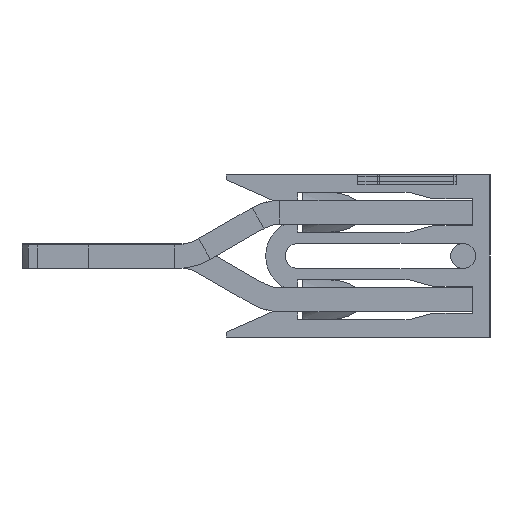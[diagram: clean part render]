
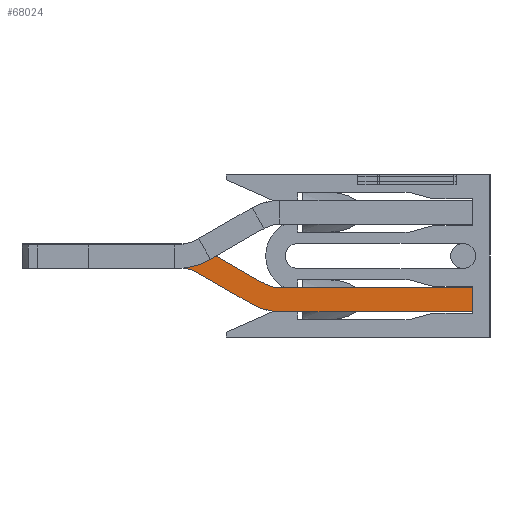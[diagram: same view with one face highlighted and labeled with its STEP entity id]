
A CAD part, left-side view. The second image highlights one B-rep face of the part: STEP entity #68024.
In plain terms, the highlighted face is planar.
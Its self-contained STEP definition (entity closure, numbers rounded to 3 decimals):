
#47404=DIRECTION('',(0.,-1.,0.));
#47405=VECTOR('',#47404,12.114);
#47406=CARTESIAN_POINT('',(945.008,9.358,2.803));
#47407=LINE('',#47406,#47405);
#49531=DIRECTION('',(0.,0.,-1.));
#49532=VECTOR('',#49531,1.5);
#49533=CARTESIAN_POINT('',(945.008,-2.756,
2.803));
#49534=LINE('',#49533,#49532);
#49545=CARTESIAN_POINT('',(945.008,15.968,3.));
#49546=DIRECTION('',(-1.,0.,0.));
#49547=DIRECTION('',(0.,0.,-1.));
#49548=AXIS2_PLACEMENT_3D('',#49545,#49546,#49547);
#49553=DIRECTION('',(0.,-0.867,0.498));
#49554=VECTOR('',#49553,3.888);
#49555=CARTESIAN_POINT('',(945.008,13.726,
-0.901));
#49556=LINE('',#49555,#49554);
#49560=CARTESIAN_POINT('',(945.008,9.358,
-0.697));
#49561=DIRECTION('',(1.,0.,0.));
#49562=DIRECTION('',(0.,0.499,0.867));
#49563=AXIS2_PLACEMENT_3D('',#49560,#49561,#49562);
#49568=DIRECTION('',(0.,-1.,0.));
#49569=VECTOR('',#49568,12.114);
#49570=CARTESIAN_POINT('',(945.008,9.358,1.303));
#49571=LINE('',#49570,#49569);
#49575=CARTESIAN_POINT('',(945.008,9.358,
-0.697));
#49576=DIRECTION('',(-1.,0.,0.));
#49577=DIRECTION('',(0.,0.,1.));
#49578=AXIS2_PLACEMENT_3D('',#49575,#49576,#49577);
#49583=DIRECTION('',(0.,0.867,-0.498));
#49584=VECTOR('',#49583,3.888);
#49585=CARTESIAN_POINT('',(945.008,11.102,2.337));
#49586=LINE('',#49585,#49584);
#49590=CARTESIAN_POINT('',(945.008,15.968,3.));
#49591=DIRECTION('',(1.,0.,0.));
#49592=DIRECTION('',(0.,-0.498,-0.867));
#49593=AXIS2_PLACEMENT_3D('',#49590,#49591,#49592);
#49598=DIRECTION('',(0.001,-1.,0.));
#49599=VECTOR('',#49598,9.224);
#49600=CARTESIAN_POINT('',(945.001,25.192,-1.5));
#49601=LINE('',#49600,#49599);
#49659=DIRECTION('',(0.,0.,1.));
#49660=VECTOR('',#49659,1.5);
#49661=CARTESIAN_POINT('',(945.001,25.192,-1.5));
#49662=LINE('',#49661,#49660);
#49734=DIRECTION('',(0.001,-1.,0.));
#49735=VECTOR('',#49734,9.224);
#49736=CARTESIAN_POINT('',(945.001,25.192,
0.));
#49737=LINE('',#49736,#49735);
#63522=CARTESIAN_POINT('',(945.008,9.358,2.803));
#63523=VERTEX_POINT('',#63522);
#63524=CARTESIAN_POINT('',(945.008,-2.756,
2.803));
#63525=VERTEX_POINT('',#63524);
#63913=CARTESIAN_POINT('',(945.008,-2.756,
1.303));
#63915=VERTEX_POINT('',#63913);
#63916=CARTESIAN_POINT('',(945.008,9.358,1.303));
#63917=VERTEX_POINT('',#63916);
#64214=CARTESIAN_POINT('',(945.008,15.968,-1.5));
#64215=CARTESIAN_POINT('',(945.008,13.726,
-0.901));
#64216=VERTEX_POINT('',#64214);
#64217=VERTEX_POINT('',#64215);
#64218=CARTESIAN_POINT('',(945.008,10.355,1.037));
#64219=VERTEX_POINT('',#64218);
#64220=CARTESIAN_POINT('',(945.008,11.102,2.337));
#64221=VERTEX_POINT('',#64220);
#64222=CARTESIAN_POINT('',(945.008,14.473,
0.399));
#64223=VERTEX_POINT('',#64222);
#64224=CARTESIAN_POINT('',(945.008,15.968,0.));
#64225=VERTEX_POINT('',#64224);
#64226=CARTESIAN_POINT('',(945.001,25.192,
0.));
#64227=VERTEX_POINT('',#64226);
#64228=CARTESIAN_POINT('',(945.001,25.192,-1.5));
#64229=VERTEX_POINT('',#64228);
#67996=CARTESIAN_POINT('',(945.008,-2.756,
1.303));
#67997=DIRECTION('',(1.,0.,0.));
#67998=DIRECTION('',(0.,0.,-1.));
#67999=AXIS2_PLACEMENT_3D('',#67996,#67997,#67998);
#68000=PLANE('',#67999);
#68002=ORIENTED_EDGE('',*,*,#68001,.T.);
#68004=ORIENTED_EDGE('',*,*,#68003,.T.);
#68006=ORIENTED_EDGE('',*,*,#68005,.T.);
#68007=ORIENTED_EDGE('',*,*,#67653,.T.);
#68008=ORIENTED_EDGE('',*,*,#67981,.F.);
#68009=ORIENTED_EDGE('',*,*,#66663,.F.);
#68011=ORIENTED_EDGE('',*,*,#68010,.T.);
#68013=ORIENTED_EDGE('',*,*,#68012,.T.);
#68015=ORIENTED_EDGE('',*,*,#68014,.T.);
#68017=ORIENTED_EDGE('',*,*,#68016,.F.);
#68019=ORIENTED_EDGE('',*,*,#68018,.F.);
#68021=ORIENTED_EDGE('',*,*,#68020,.T.);
#68022=EDGE_LOOP('',(#68002,#68004,#68006,#68007,#68008,#68009,#68011,#68013,
#68015,#68017,#68019,#68021));
#68023=FACE_OUTER_BOUND('',#68022,.F.);
#49549=CIRCLE('',#49548,4.5);
#49564=CIRCLE('',#49563,2.);
#49579=CIRCLE('',#49578,3.5);
#49594=CIRCLE('',#49593,3.);
#66663=EDGE_CURVE('',#63523,#63525,#47407,.T.);
#67653=EDGE_CURVE('',#63917,#63915,#49571,.T.);
#67981=EDGE_CURVE('',#63525,#63915,#49534,.T.);
#68001=EDGE_CURVE('',#64216,#64217,#49549,.T.);
#68003=EDGE_CURVE('',#64217,#64219,#49556,.T.);
#68005=EDGE_CURVE('',#64219,#63917,#49564,.T.);
#68010=EDGE_CURVE('',#63523,#64221,#49579,.T.);
#68012=EDGE_CURVE('',#64221,#64223,#49586,.T.);
#68014=EDGE_CURVE('',#64223,#64225,#49594,.T.);
#68016=EDGE_CURVE('',#64227,#64225,#49737,.T.);
#68018=EDGE_CURVE('',#64229,#64227,#49662,.T.);
#68020=EDGE_CURVE('',#64229,#64216,#49601,.T.);
#68024=ADVANCED_FACE('',(#68023),#68000,.T.);
